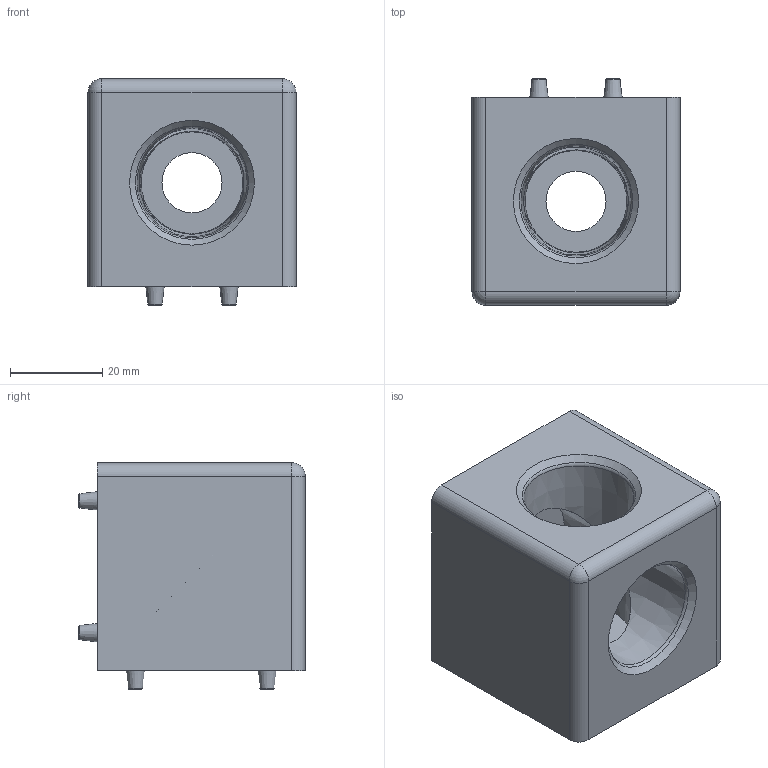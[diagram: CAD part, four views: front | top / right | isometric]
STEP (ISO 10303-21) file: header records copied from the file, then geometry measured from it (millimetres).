
FILE_DESCRIPTION(/* description */ (''),/* implementation_level */ '2;1');
FILE_NAME(/* name */ 'VB-3340_Würfelverbinder_2D45-10.stp',/* time_stamp */ '2020-07-21T11:35:31+02:00',/* author */ ('jmaun'),/* organization */ (''),/* preprocessor_version */ 'ST-DEVELOPER v17',/* originating_system */ 'Autodesk Inventor 2019',/* authorisation */ '');
FILE_SCHEMA (('AUTOMOTIVE_DESIGN { 1 0 10303 214 3 1 1 }'));
Length unit declared in the file: millimetre
Products named in the file (1): VB-3340_Würfelverbinder_2D45-10
Bounding box: 45 x 49 x 49 mm (x, y, z)
Volume: 64755.9 mm3; surface area: 15370.9 mm2
Topology: 1 solids, 1 shells, 52 faces, 147 edges, 103 vertices
Faces by surface type: plane 19, cone 14, torus 10, cylinder 7, sphere 2
Full cylindrical faces by diameter (mm): 13 x2
Entity records: 1881 total; most frequent: DIRECTION 354, CARTESIAN_POINT 301, ORIENTED_EDGE 290, AXIS2_PLACEMENT_3D 156, EDGE_CURVE 145, VERTEX_POINT 103, CIRCLE 98, EDGE_LOOP 66
